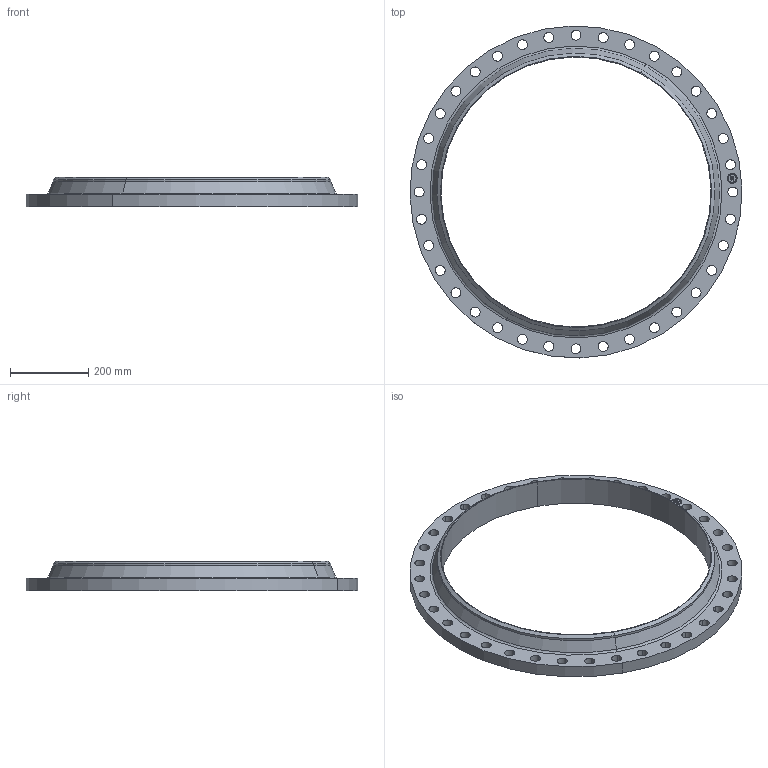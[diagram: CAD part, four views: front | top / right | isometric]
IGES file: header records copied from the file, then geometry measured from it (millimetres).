
Start section: START RECORD GO HERE.
Global section: file name: 28-75-FF-WN-XH-BCIS-FLANGE.igs; native system: DASSAULT SYSTEMES CATIA V5 R20 - www.3ds.com; preprocessor: CATIA Version 5 Release 20 SP 7 ; author: SteveRoemish; organization: ROE7; date: 20141220.210209; units: inch
Bounding box: 850.66 x 850.66 x 76.2 mm (x, y, z)
Volume: 6941542.9 mm3; surface area: 753973.9 mm2
Topology: 1 solids, 1 shells, 472 faces, 1350 edges, 898 vertices
Faces by surface type: plane 368, revolution 104
